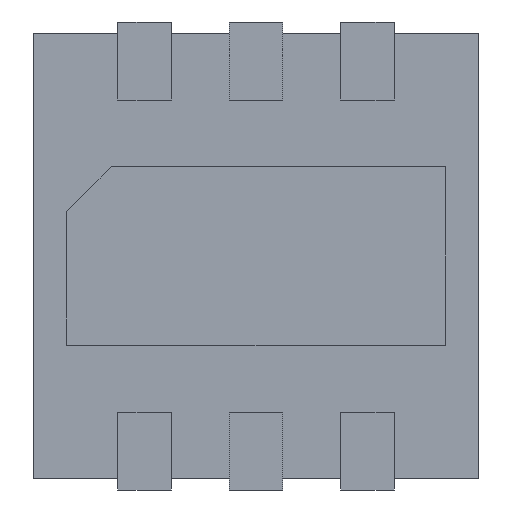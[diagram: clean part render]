
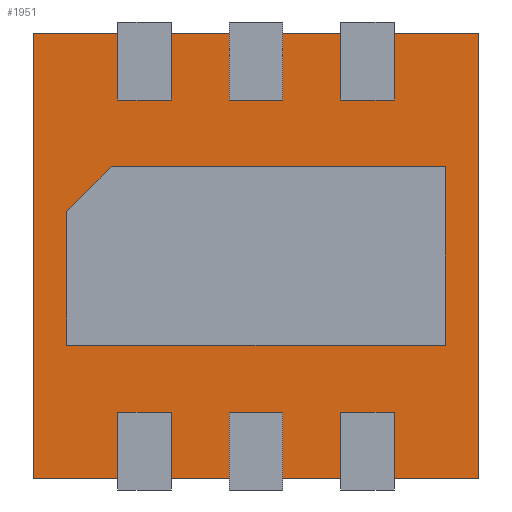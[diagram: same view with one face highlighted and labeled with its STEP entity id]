
A CAD part, front view. The second image highlights one B-rep face of the part: STEP entity #1951.
In plain terms, the highlighted planar face has unit normal (0, -1, 0).
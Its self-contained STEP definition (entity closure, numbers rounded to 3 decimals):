
#1794 = CARTESIAN_POINT ( 'NONE',  ( -1., 0.05, -1. ) ) ;
#1795 = VERTEX_POINT ( 'NONE', #1794 ) ;
#1796 = CARTESIAN_POINT ( 'NONE',  ( -1., 0.05, 1. ) ) ;
#1797 = VERTEX_POINT ( 'NONE', #1796 ) ;
#1798 = CARTESIAN_POINT ( 'NONE',  ( -1., 0.05, 1. ) ) ;
#1799 = DIRECTION ( 'NONE',  ( 0., 0., 1. ) ) ;
#1800 = VECTOR ( 'NONE', #1799, 1000. ) ;
#1801 = LINE ( 'NONE', #1798, #1800 ) ;
#1802 = EDGE_CURVE ( 'NONE', #1795, #1797, #1801, .T. ) ;
#1834 = CARTESIAN_POINT ( 'NONE',  ( 1., 0.05, 1. ) ) ;
#1835 = VERTEX_POINT ( 'NONE', #1834 ) ;
#1836 = CARTESIAN_POINT ( 'NONE',  ( 1., 0.05, 1. ) ) ;
#1837 = DIRECTION ( 'NONE',  ( 1., 0., 0. ) ) ;
#1838 = VECTOR ( 'NONE', #1837, 1000. ) ;
#1839 = LINE ( 'NONE', #1836, #1838 ) ;
#1840 = EDGE_CURVE ( 'NONE', #1797, #1835, #1839, .T. ) ;
#1865 = CARTESIAN_POINT ( 'NONE',  ( 1., 0.05, -1. ) ) ;
#1866 = VERTEX_POINT ( 'NONE', #1865 ) ;
#1867 = CARTESIAN_POINT ( 'NONE',  ( 1., 0.05, 1. ) ) ;
#1868 = DIRECTION ( 'NONE',  ( 0., 0., -1. ) ) ;
#1869 = VECTOR ( 'NONE', #1868, 1000. ) ;
#1870 = LINE ( 'NONE', #1867, #1869 ) ;
#1871 = EDGE_CURVE ( 'NONE', #1835, #1866, #1870, .T. ) ;
#1896 = CARTESIAN_POINT ( 'NONE',  ( 1., 0.05, -1. ) ) ;
#1897 = DIRECTION ( 'NONE',  ( -1., 0., 0. ) ) ;
#1898 = VECTOR ( 'NONE', #1897, 1000. ) ;
#1899 = LINE ( 'NONE', #1896, #1898 ) ;
#1900 = EDGE_CURVE ( 'NONE', #1866, #1795, #1899, .T. ) ;
#1940 = ORIENTED_EDGE ( 'NONE', *, *, #1802, .F. ) ;
#1941 = ORIENTED_EDGE ( 'NONE', *, *, #1900, .F. ) ;
#1942 = ORIENTED_EDGE ( 'NONE', *, *, #1871, .F. ) ;
#1943 = ORIENTED_EDGE ( 'NONE', *, *, #1840, .F. ) ;
#1944 = EDGE_LOOP ( 'NONE', ( #1940, #1941, #1942, #1943 ) ) ;
#1945 = FACE_OUTER_BOUND ( 'NONE', #1944, .T. ) ;
#1946 = CARTESIAN_POINT ( 'NONE',  ( 0., 0.05, 0. ) ) ;
#1947 = DIRECTION ( 'NONE',  ( 0., 1., 0. ) ) ;
#1948 = DIRECTION ( 'NONE',  ( 0., 0., 1. ) ) ;
#1949 = AXIS2_PLACEMENT_3D ( 'NONE', #1946, #1947, #1948 ) ;
#1950 = PLANE ( 'NONE', #1949 ) ;
#1951 = ADVANCED_FACE ( 'NONE', ( #1945 ), #1950, .F. ) ;
